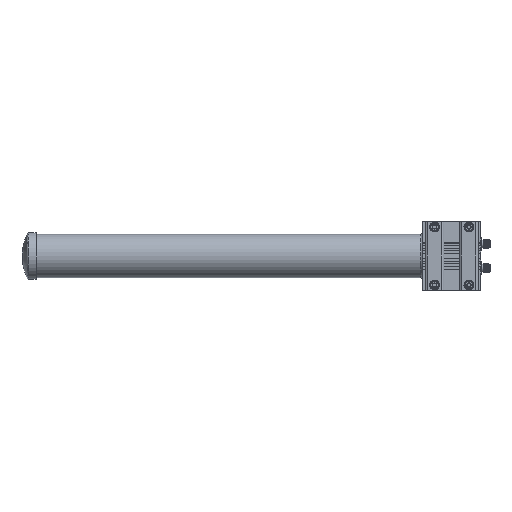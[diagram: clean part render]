
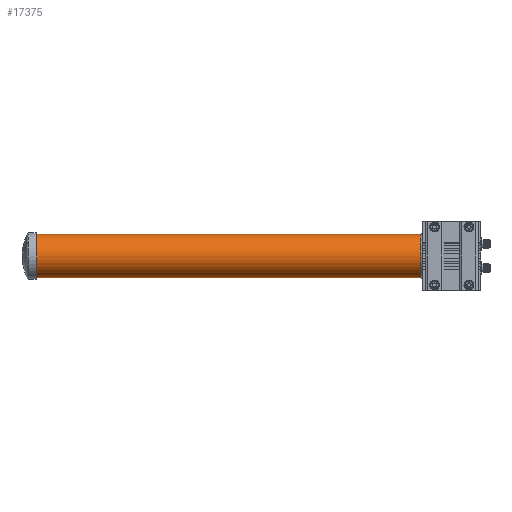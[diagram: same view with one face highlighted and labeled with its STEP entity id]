
A CAD part, front view. The second image highlights one B-rep face of the part: STEP entity #17375.
In plain terms, the highlighted cylindrical face has radius 37.465 mm (diameter 74.93 mm), a partial arc.
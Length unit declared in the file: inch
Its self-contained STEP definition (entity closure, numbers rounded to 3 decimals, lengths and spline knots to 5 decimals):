
#1942 = CARTESIAN_POINT ( 'NONE',  ( -31., 0., 0. ) ) ;
#1943 = DIRECTION ( 'NONE',  ( 1., 0., 0. ) ) ;
#1952 = DIRECTION ( 'NONE',  ( 0., 0., -1. ) ) ;
#4280 = CIRCLE ( 'NONE', #7332, 1.475 ) ;
#4285 = LINE ( 'NONE', #20410, #4288 ) ;
#4286 = CIRCLE ( 'NONE', #7336, 1.475 ) ;
#4288 = VECTOR ( 'NONE', #20445, 39.37008 ) ;
#4289 = LINE ( 'NONE', #20432, #4291 ) ;
#4291 = VECTOR ( 'NONE', #20411, 39.37008 ) ;
#6790 = EDGE_CURVE ( 'NONE', #38079, #38096, #4280, .T. ) ;
#6793 = EDGE_CURVE ( 'NONE', #37939, #38079, #4285, .T. ) ;
#6795 = EDGE_CURVE ( 'NONE', #38093, #38096, #4289, .T. ) ;
#6796 = EDGE_CURVE ( 'NONE', #37939, #38093, #4286, .T. ) ;
#7332 = AXIS2_PLACEMENT_3D ( 'NONE', #20429, #20427, #20426 ) ;
#7336 = AXIS2_PLACEMENT_3D ( 'NONE', #20376, #20375, #20373 ) ;
#14517 = AXIS2_PLACEMENT_3D ( 'NONE', #1942, #1943, #1952 ) ;
#17375 = ADVANCED_FACE ( 'NONE', ( #36111 ), #36148, .T. ) ;
#20373 = DIRECTION ( 'NONE',  ( 0., 0., -1. ) ) ;
#20375 = DIRECTION ( 'NONE',  ( 1., 0., 0. ) ) ;
#20376 = CARTESIAN_POINT ( 'NONE',  ( -30.00588, 0., 0. ) ) ;
#20410 = CARTESIAN_POINT ( 'NONE',  ( -31., 0., 1.475 ) ) ;
#20411 = DIRECTION ( 'NONE',  ( 1., 0., 0. ) ) ;
#20426 = DIRECTION ( 'NONE',  ( 0., 0., -1. ) ) ;
#20427 = DIRECTION ( 'NONE',  ( 1., 0., 0. ) ) ;
#20429 = CARTESIAN_POINT ( 'NONE',  ( -4.05894, 0., 0. ) ) ;
#20432 = CARTESIAN_POINT ( 'NONE',  ( -31., 0., -1.475 ) ) ;
#20445 = DIRECTION ( 'NONE',  ( 1., 0., 0. ) ) ;
#22134 = ORIENTED_EDGE ( 'NONE', *, *, #6793, .F. ) ;
#22191 = ORIENTED_EDGE ( 'NONE', *, *, #6796, .T. ) ;
#22537 = ORIENTED_EDGE ( 'NONE', *, *, #6795, .T. ) ;
#22542 = ORIENTED_EDGE ( 'NONE', *, *, #6790, .F. ) ;
#26285 = EDGE_LOOP ( 'NONE', ( #22134, #22191, #22537, #22542 ) ) ;
#27358 = CARTESIAN_POINT ( 'NONE',  ( -30.00588, 0., 1.475 ) ) ;
#27641 = CARTESIAN_POINT ( 'NONE',  ( -4.05894, 0., 1.475 ) ) ;
#27670 = CARTESIAN_POINT ( 'NONE',  ( -30.00588, 0., -1.475 ) ) ;
#27677 = CARTESIAN_POINT ( 'NONE',  ( -4.05894, 0., -1.475 ) ) ;
#36111 = FACE_OUTER_BOUND ( 'NONE', #26285, .T. ) ;
#36148 = CYLINDRICAL_SURFACE ( 'NONE', #14517, 1.475 ) ;
#37939 = VERTEX_POINT ( 'NONE', #27358 ) ;
#38079 = VERTEX_POINT ( 'NONE', #27641 ) ;
#38093 = VERTEX_POINT ( 'NONE', #27670 ) ;
#38096 = VERTEX_POINT ( 'NONE', #27677 ) ;
